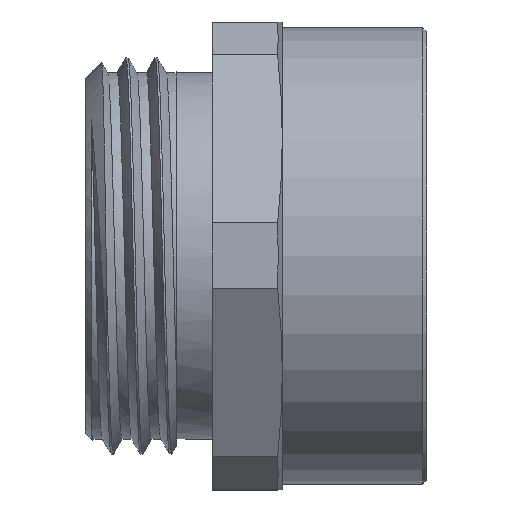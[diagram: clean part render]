
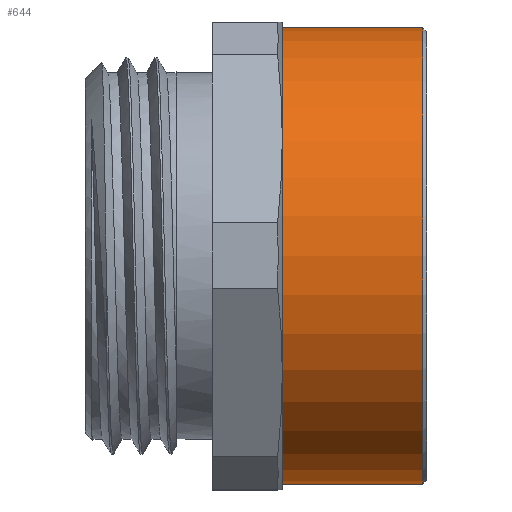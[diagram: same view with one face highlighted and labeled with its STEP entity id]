
A CAD part, top view. The second image highlights one B-rep face of the part: STEP entity #644.
In plain terms, the highlighted cylindrical face has radius 11.72 mm (diameter 23.44 mm), a full revolution.
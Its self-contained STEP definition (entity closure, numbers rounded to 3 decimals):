
#90=CYLINDRICAL_SURFACE('',#712,11.72);
#122=FACE_BOUND('',#213,.T.);
#164=FACE_OUTER_BOUND('',#212,.T.);
#212=EDGE_LOOP('',(#566));
#213=EDGE_LOOP('',(#567));
#253=CIRCLE('',#711,11.72);
#254=CIRCLE('',#713,11.72);
#329=VERTEX_POINT('',#2611);
#330=VERTEX_POINT('',#2614);
#417=EDGE_CURVE('',#329,#329,#253,.T.);
#418=EDGE_CURVE('',#330,#330,#254,.T.);
#566=ORIENTED_EDGE('',*,*,#417,.T.);
#567=ORIENTED_EDGE('',*,*,#418,.F.);
#644=ADVANCED_FACE('',(#164,#122),#90,.T.);
#711=AXIS2_PLACEMENT_3D('',#2612,#854,#855);
#712=AXIS2_PLACEMENT_3D('',#2613,#856,#857);
#713=AXIS2_PLACEMENT_3D('',#2615,#858,#859);
#854=DIRECTION('center_axis',(1.,0.,0.));
#855=DIRECTION('ref_axis',(0.,0.,-1.));
#856=DIRECTION('center_axis',(1.,0.,0.));
#857=DIRECTION('ref_axis',(0.,1.,0.));
#858=DIRECTION('center_axis',(1.,0.,0.));
#859=DIRECTION('ref_axis',(0.,0.,-1.));
#2611=CARTESIAN_POINT('',(-7.4,11.72,0.));
#2612=CARTESIAN_POINT('Origin',(-7.4,0.,0.));
#2613=CARTESIAN_POINT('Origin',(-3.8,0.,0.));
#2614=CARTESIAN_POINT('',(-0.2,11.72,0.));
#2615=CARTESIAN_POINT('Origin',(-0.2,0.,0.));
